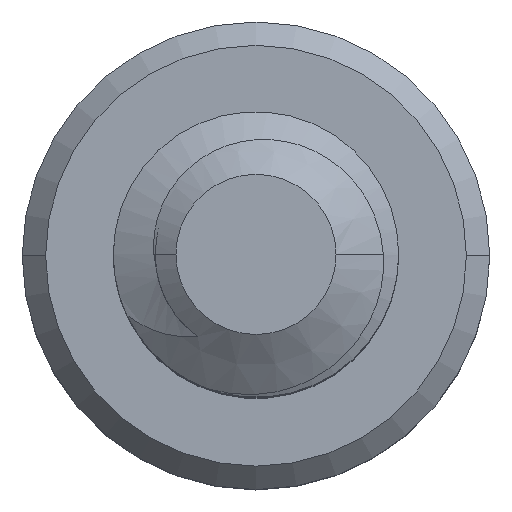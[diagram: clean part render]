
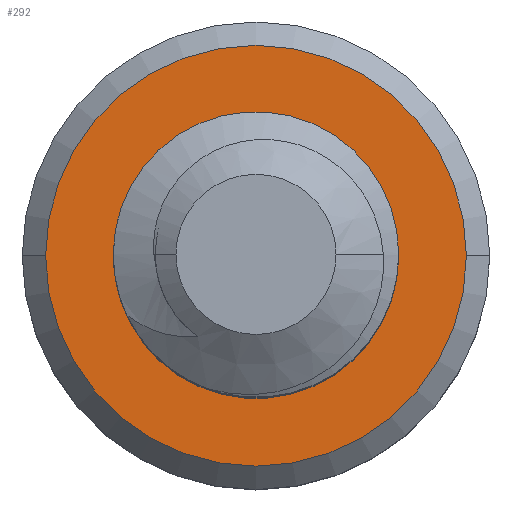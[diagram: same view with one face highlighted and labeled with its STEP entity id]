
A CAD part, top view. The second image highlights one B-rep face of the part: STEP entity #292.
In plain terms, the highlighted planar face has unit normal (0, 0, 1).
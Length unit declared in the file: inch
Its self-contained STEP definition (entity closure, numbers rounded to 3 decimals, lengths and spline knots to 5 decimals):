
#13 = B_SPLINE_CURVE_WITH_KNOTS ( 'NONE', 3,
 ( #653, #1320, #1230, #1213, #1196, #1174, #1159, #1091, #1087, #1080, #1072, #1043, #1007, #987 ),
 .UNSPECIFIED., .F., .F.,
 ( 4, 2, 2, 2, 2, 2, 4 ),
 ( 0., 0.00089, 0.00178, 0.00222, 0.00267, 0.00311, 0.00356 ),
 .UNSPECIFIED. ) ;
#192 = AXIS2_PLACEMENT_3D ( 'NONE', #270, #3066, #3060 ) ;
#270 = CARTESIAN_POINT ( 'NONE',  ( 0., 0., -0.375 ) ) ;
#292 = ADVANCED_FACE ( 'NONE', ( #2043, #2534 ), #3193, .F. ) ;
#525 = CARTESIAN_POINT ( 'NONE',  ( -0.04834, 0.04923, -0.375 ) ) ;
#536 = CARTESIAN_POINT ( 'NONE',  ( 0., 0.069, -0.375 ) ) ;
#537 = CARTESIAN_POINT ( 'NONE',  ( -0.1017, 0., -0.375 ) ) ;
#653 = CARTESIAN_POINT ( 'NONE',  ( 0., -0.0487, -0.375 ) ) ;
#987 = CARTESIAN_POINT ( 'NONE',  ( -0.04834, 0.04923, -0.375 ) ) ;
#1003 = EDGE_CURVE ( 'NONE', #2780, #2755, #2567, .T. ) ;
#1007 = CARTESIAN_POINT ( 'NONE',  ( -0.052, 0.0446, -0.375 ) ) ;
#1030 = CARTESIAN_POINT ( 'NONE',  ( 0.03412, -0.03475, -0.375 ) ) ;
#1043 = CARTESIAN_POINT ( 'NONE',  ( -0.05507, 0.03952, -0.375 ) ) ;
#1072 = CARTESIAN_POINT ( 'NONE',  ( -0.05982, 0.02885, -0.375 ) ) ;
#1080 = CARTESIAN_POINT ( 'NONE',  ( -0.06148, 0.02312, -0.375 ) ) ;
#1087 = CARTESIAN_POINT ( 'NONE',  ( -0.06309, 0.01154, -0.375 ) ) ;
#1091 = CARTESIAN_POINT ( 'NONE',  ( -0.06307, 0.00562, -0.375 ) ) ;
#1159 = CARTESIAN_POINT ( 'NONE',  ( -0.06135, -0.00599, -0.375 ) ) ;
#1174 = CARTESIAN_POINT ( 'NONE',  ( -0.05968, -0.0116, -0.375 ) ) ;
#1175 = DIRECTION ( 'NONE',  ( 1., 0., 0. ) ) ;
#1182 = DIRECTION ( 'NONE',  ( 0., 0., 1. ) ) ;
#1187 = CARTESIAN_POINT ( 'NONE',  ( 0., 0., -0.375 ) ) ;
#1196 = CARTESIAN_POINT ( 'NONE',  ( -0.05226, -0.02769, -0.375 ) ) ;
#1213 = CARTESIAN_POINT ( 'NONE',  ( -0.04432, -0.03688, -0.375 ) ) ;
#1230 = CARTESIAN_POINT ( 'NONE',  ( -0.02368, -0.04845, -0.375 ) ) ;
#1320 = CARTESIAN_POINT ( 'NONE',  ( -0.01169, -0.05058, -0.375 ) ) ;
#1336 = CIRCLE ( 'NONE', #3380, 0.1017 ) ;
#1422 = CARTESIAN_POINT ( 'NONE',  ( 0., 0.069, -0.375 ) ) ;
#1425 = CARTESIAN_POINT ( 'NONE',  ( 0.03412, -0.03475, -0.375 ) ) ;
#1529 = CARTESIAN_POINT ( 'NONE',  ( 0., -0.0487, -0.375 ) ) ;
#1629 = CIRCLE ( 'NONE', #2479, 0.069 ) ;
#1650 = VERTEX_POINT ( 'NONE', #525 ) ;
#1697 = EDGE_CURVE ( 'NONE', #2755, #2780, #1336, .T. ) ;
#1855 = EDGE_CURVE ( 'NONE', #2072, #1650, #1629, .T. ) ;
#1898 = DIRECTION ( 'NONE',  ( -1., 0., 0. ) ) ;
#1902 = B_SPLINE_CURVE_WITH_KNOTS ( 'NONE', 3,
 ( #1422, #2715, #2687, #2683, #2677, #2668, #2662, #2655, #2641, #2629, #2616, #2604, #2594, #2560, #3270, #1030 ),
 .UNSPECIFIED., .F., .F.,
 ( 4, 2, 2, 2, 2, 2, 2, 4 ),
 ( 0., 0.00044, 0.00089, 0.00178, 0.00222, 0.00267, 0.00311, 0.00355 ),
 .UNSPECIFIED. ) ;
#1910 = DIRECTION ( 'NONE',  ( 0., 0., 1. ) ) ;
#1920 = CARTESIAN_POINT ( 'NONE',  ( 0., 0., -0.375 ) ) ;
#1931 = AXIS2_PLACEMENT_3D ( 'NONE', #2508, #2492, #2484 ) ;
#2043 = FACE_OUTER_BOUND ( 'NONE', #2230, .T. ) ;
#2072 = VERTEX_POINT ( 'NONE', #536 ) ;
#2201 = VERTEX_POINT ( 'NONE', #1425 ) ;
#2230 = EDGE_LOOP ( 'NONE', ( #3410, #3014 ) ) ;
#2261 = EDGE_CURVE ( 'NONE', #2072, #2201, #1902, .T. ) ;
#2292 = EDGE_CURVE ( 'NONE', #2201, #3189, #2506, .T. ) ;
#2479 = AXIS2_PLACEMENT_3D ( 'NONE', #1187, #1182, #1175 ) ;
#2480 = EDGE_CURVE ( 'NONE', #3189, #1650, #13, .T. ) ;
#2484 = DIRECTION ( 'NONE',  ( 1., 0., 0. ) ) ;
#2492 = DIRECTION ( 'NONE',  ( 0., 0., -1. ) ) ;
#2506 = CIRCLE ( 'NONE', #1931, 0.0487 ) ;
#2508 = CARTESIAN_POINT ( 'NONE',  ( 0., 0., -0.375 ) ) ;
#2534 = FACE_BOUND ( 'NONE', #3490, .T. ) ;
#2560 = CARTESIAN_POINT ( 'NONE',  ( 0.04312, -0.02719, -0.375 ) ) ;
#2567 = CIRCLE ( 'NONE', #2791, 0.1017 ) ;
#2594 = CARTESIAN_POINT ( 'NONE',  ( 0.04983, -0.01748, -0.375 ) ) ;
#2604 = CARTESIAN_POINT ( 'NONE',  ( 0.05234, -0.0122, -0.375 ) ) ;
#2616 = CARTESIAN_POINT ( 'NONE',  ( 0.05565, -0.00084, -0.375 ) ) ;
#2629 = CARTESIAN_POINT ( 'NONE',  ( 0.05636, 0.00496, -0.375 ) ) ;
#2641 = CARTESIAN_POINT ( 'NONE',  ( 0.05592, 0.01675, -0.375 ) ) ;
#2655 = CARTESIAN_POINT ( 'NONE',  ( 0.05477, 0.0225, -0.375 ) ) ;
#2662 = CARTESIAN_POINT ( 'NONE',  ( 0.04868, 0.03892, -0.375 ) ) ;
#2668 = CARTESIAN_POINT ( 'NONE',  ( 0.04135, 0.04877, -0.375 ) ) ;
#2677 = CARTESIAN_POINT ( 'NONE',  ( 0.02753, 0.05951, -0.375 ) ) ;
#2683 = CARTESIAN_POINT ( 'NONE',  ( 0.02239, 0.06248, -0.375 ) ) ;
#2687 = CARTESIAN_POINT ( 'NONE',  ( 0.01153, 0.06689, -0.375 ) ) ;
#2715 = CARTESIAN_POINT ( 'NONE',  ( 0.00588, 0.06833, -0.375 ) ) ;
#2755 = VERTEX_POINT ( 'NONE', #537 ) ;
#2780 = VERTEX_POINT ( 'NONE', #2928 ) ;
#2791 = AXIS2_PLACEMENT_3D ( 'NONE', #3363, #3355, #3350 ) ;
#2928 = CARTESIAN_POINT ( 'NONE',  ( 0.1017, 0., -0.375 ) ) ;
#3014 = ORIENTED_EDGE ( 'NONE', *, *, #1003, .T. ) ;
#3060 = DIRECTION ( 'NONE',  ( -1., 0., 0. ) ) ;
#3066 = DIRECTION ( 'NONE',  ( 0., 0., -1. ) ) ;
#3189 = VERTEX_POINT ( 'NONE', #1529 ) ;
#3193 = PLANE ( 'NONE',  #192 ) ;
#3270 = CARTESIAN_POINT ( 'NONE',  ( 0.03902, -0.03141, -0.375 ) ) ;
#3350 = DIRECTION ( 'NONE',  ( -1., 0., 0. ) ) ;
#3351 = ORIENTED_EDGE ( 'NONE', *, *, #1855, .F. ) ;
#3355 = DIRECTION ( 'NONE',  ( 0., 0., 1. ) ) ;
#3356 = ORIENTED_EDGE ( 'NONE', *, *, #2480, .T. ) ;
#3363 = CARTESIAN_POINT ( 'NONE',  ( 0., 0., -0.375 ) ) ;
#3380 = AXIS2_PLACEMENT_3D ( 'NONE', #1920, #1910, #1898 ) ;
#3389 = ORIENTED_EDGE ( 'NONE', *, *, #2292, .T. ) ;
#3410 = ORIENTED_EDGE ( 'NONE', *, *, #1697, .T. ) ;
#3451 = ORIENTED_EDGE ( 'NONE', *, *, #2261, .T. ) ;
#3490 = EDGE_LOOP ( 'NONE', ( #3351, #3451, #3389, #3356 ) ) ;
